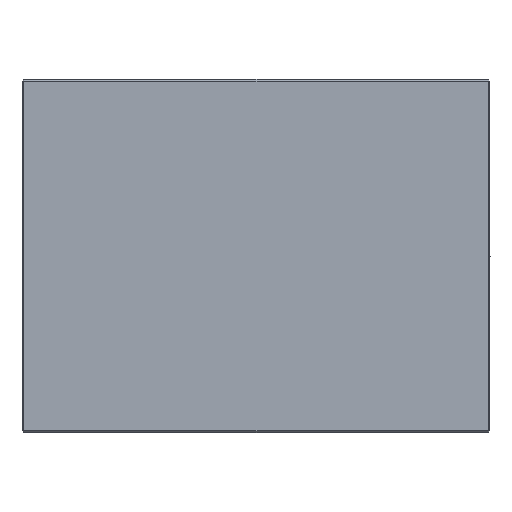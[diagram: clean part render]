
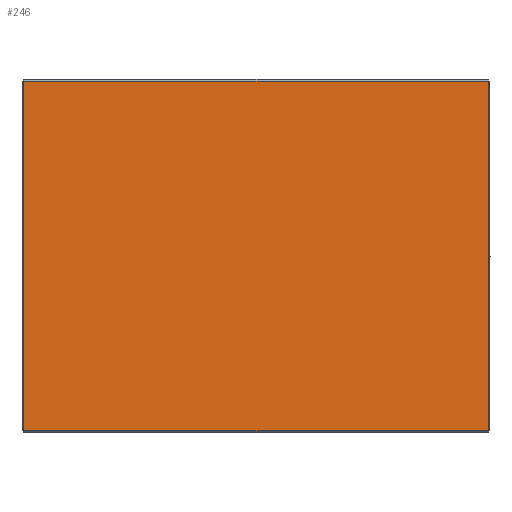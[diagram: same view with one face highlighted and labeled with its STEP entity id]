
A CAD part, front view. The second image highlights one B-rep face of the part: STEP entity #246.
In plain terms, the highlighted planar face has unit normal (0, -1, 0).
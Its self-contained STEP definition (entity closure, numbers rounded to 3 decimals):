
#219=FACE_OUTER_BOUND('',#703,.T.);
#246=ADVANCED_FACE('',(#219),#359,.F.);
#359=PLANE('',#1558);
#394=LINE('',#2258,#442);
#395=LINE('',#2261,#443);
#396=LINE('',#2263,#444);
#397=LINE('',#2265,#445);
#442=VECTOR('',#1793,1.);
#443=VECTOR('',#1794,1.);
#444=VECTOR('',#1795,1.);
#445=VECTOR('',#1796,1.);
#703=EDGE_LOOP('',(#911,#912,#913,#914));
#911=ORIENTED_EDGE('',*,*,#1335,.T.);
#912=ORIENTED_EDGE('',*,*,#1336,.T.);
#913=ORIENTED_EDGE('',*,*,#1337,.T.);
#914=ORIENTED_EDGE('',*,*,#1338,.T.);
#1195=VERTEX_POINT('',#2259);
#1196=VERTEX_POINT('',#2260);
#1197=VERTEX_POINT('',#2262);
#1198=VERTEX_POINT('',#2264);
#1335=EDGE_CURVE('',#1195,#1196,#394,.T.);
#1336=EDGE_CURVE('',#1196,#1197,#395,.T.);
#1337=EDGE_CURVE('',#1197,#1198,#396,.T.);
#1338=EDGE_CURVE('',#1198,#1195,#397,.T.);
#1558=AXIS2_PLACEMENT_3D('',#2266,#1797,#1798);
#1793=DIRECTION('',(0.,0.,-1.));
#1794=DIRECTION('',(1.,0.,0.));
#1795=DIRECTION('',(0.,0.,1.));
#1796=DIRECTION('',(-1.,0.,0.));
#1797=DIRECTION('',(0.,1.,0.));
#1798=DIRECTION('',(0.,0.,1.));
#2258=CARTESIAN_POINT('',(-233.,-177.5,177.5));
#2259=CARTESIAN_POINT('',(-233.,-177.5,175.5));
#2260=CARTESIAN_POINT('',(-233.,-177.5,-175.5));
#2261=CARTESIAN_POINT('',(235.,-177.5,-175.5));
#2262=CARTESIAN_POINT('',(233.,-177.5,-175.5));
#2263=CARTESIAN_POINT('',(233.,-177.5,177.5));
#2264=CARTESIAN_POINT('',(233.,-177.5,175.5));
#2265=CARTESIAN_POINT('',(235.,-177.5,175.5));
#2266=CARTESIAN_POINT('',(235.,-177.5,177.5));
